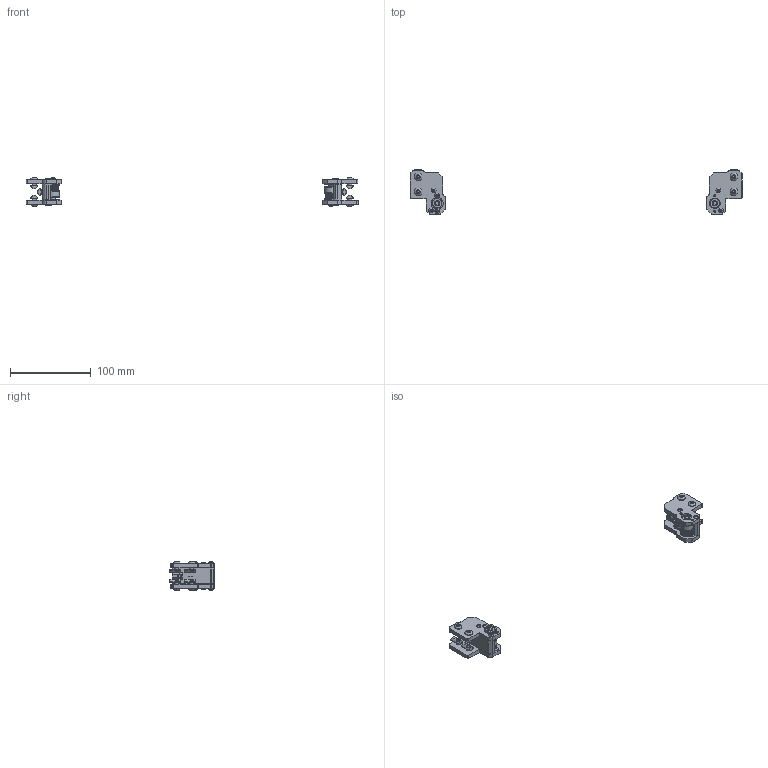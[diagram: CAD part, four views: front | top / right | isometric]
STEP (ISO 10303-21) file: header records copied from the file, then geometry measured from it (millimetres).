
FILE_DESCRIPTION(/* description */ ('','CAx-IF Rec.Pracs.---Representation and Presentation of Product Manufacturing Information (PMI)---4.0---2014-10-13'),/* implementation_level */ '2;1');
FILE_NAME(/* name */ '_6_Sheet_metal_VT_6mm_front_motorless_mounts_FT.step',/* time_stamp */ '2024-12-17T17:04:45+01:00',/* author */ (''),/* organization */ (''),/* preprocessor_version */ 'ST-DEVELOPER v20',/* originating_system */ 'Autodesk Translation Framework v13.20.0.188',/* authorisation */ '');
FILE_SCHEMA (('AP242_MANAGED_MODEL_BASED_3D_ENGINEERING_MIM_LF { 1 0 10303 442 1 1 4 }'));
Length unit declared in the file: millimetre
Products named in the file (24): _6_Sheet_metal_VT_6mm_front_motorless_mounts_FT; _Sheet_metal_VT_6mm_front_motorless_mount; _Sheet_metal_VT_6mm_front_motorless_mount_hardware; _Sheet_metal_6mm_front_motorless_mount_motion; _Sheet_metal_VT_6mm_front_motorless_mount_1; Sheet_metal_VT_front_motorless_mount_a_4.7-5mm; _Sheet_metal_VT_6mm_front_motorless_mount_hardware_1; M3x6 BHCS; M3x8 BHCS; M5x10 BHCS; M5 washer; M5x16 BHCS; M5 2020 drop-in T-nut; Sheet_metal_VT_6mm_front_motorless_mount_alignment_helper; _Sheet_metal_6mm_front_motorless_mount_motion_1; M3xD5x20 threaded round standoff; D5x30 smooth pin; Shim 0.5mm; Shim 1mm; GT2 20T 6mm pulley; M5xD8x5 spacer; F695 flanged bearing; Di=5mm L0=5mm compression spring; Shim 0.2mm
Assembly tree (84 placements, depth 4):
  _6_Sheet_metal_VT_6mm_front_motorless_mounts_FT
    _Sheet_metal_VT_6mm_front_motorless_mount
      Sheet_metal_VT_front_motorless_mount_a_4.7-5mm  x2
      _Sheet_metal_VT_6mm_front_motorless_mount_hardware
        M3x6 BHCS  x4
        M3xD5x20 threaded round standoff
        M3x8 BHCS  x4
        M5x10 BHCS  x4
        M5 washer
        M5x16 BHCS
        M5 2020 drop-in T-nut  x5
      Sheet_metal_VT_6mm_front_motorless_mount_alignment_helper
      _Sheet_metal_6mm_front_motorless_mount_motion
        M3xD5x20 threaded round standoff
        D5x30 smooth pin
        Shim 0.5mm  x2
        Shim 1mm  x3
        F695 flanged bearing  x4
        GT2 20T 6mm pulley
        M5xD8x5 spacer  x2
        Di=5mm L0=5mm compression spring
        Shim 0.2mm
    _Sheet_metal_VT_6mm_front_motorless_mount_1
      Sheet_metal_VT_front_motorless_mount_a_4.7-5mm  x2
      _Sheet_metal_VT_6mm_front_motorless_mount_hardware_1
        M3x6 BHCS  x4
        M3xD5x20 threaded round standoff
        M3x8 BHCS  x4
        M5x10 BHCS  x4
        M5 washer
        M5x16 BHCS
        M5 2020 drop-in T-nut  x5
      Sheet_metal_VT_6mm_front_motorless_mount_alignment_helper
      _Sheet_metal_6mm_front_motorless_mount_motion_1
        M3xD5x20 threaded round standoff
        D5x30 smooth pin
        Shim 0.5mm  x2
        Shim 1mm  x3
        F695 flanged bearing  x4
        GT2 20T 6mm pulley
        M5xD8x5 spacer  x2
        Di=5mm L0=5mm compression spring
        Shim 0.2mm
Bounding box: 410 x 54.8 x 35.5 mm (x, y, z)
Volume: 63247.7 mm3; surface area: 48636.6 mm2
Topology: 82 solids, 82 shells, 1582 faces, 3472 edges, 2132 vertices
Faces by surface type: plane 612, cylinder 538, cone 372, sphere 26, bspline 26, torus 8
Full cylindrical faces by diameter (mm): 2.5 x8, 2.529 x4, 3 x24, 3.1 x8, 4.2 x10, 5 x42, 5.1 x8, 5.2 x2, 5.3 x2, 5.7 x16, 6.5 x16, 8 x16, 9.5 x10, 10 x2, 11.5 x16, 13 x8, 13.03 x4, 15 x8, 16 x4
Entity records: 14291 total; most frequent: CARTESIAN_POINT 4276, DIRECTION 2202, ORIENTED_EDGE 1750, AXIS2_PLACEMENT_3D 899, EDGE_CURVE 875, VERTEX_POINT 547, EDGE_LOOP 438, CIRCLE 415
